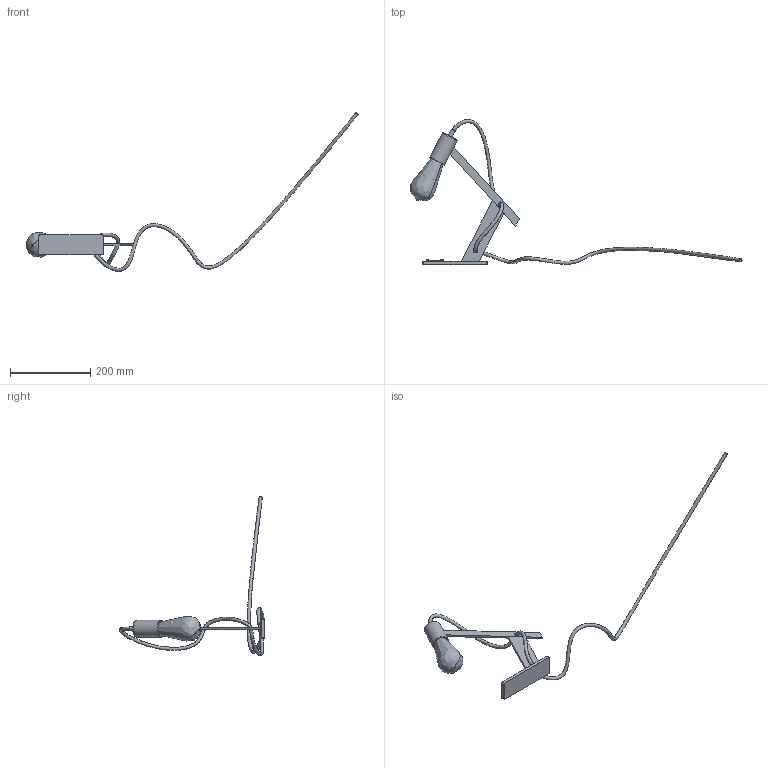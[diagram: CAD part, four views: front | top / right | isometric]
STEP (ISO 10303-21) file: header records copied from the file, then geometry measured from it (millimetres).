
FILE_DESCRIPTION(/* description */ (''),/* implementation_level */ '2;1');
FILE_NAME(/* name */ 'Stainless Steel Lamp.step',/* time_stamp */ '2019-02-09T10:56:49+01:00',/* author */ ('mail3Y2EG'),/* organization */ (''),/* preprocessor_version */ 'ST-DEVELOPER v17.2',/* originating_system */ 'Autodesk Translation Framework v7.6.0.251',/* authorisation */ '');
FILE_SCHEMA (('AUTOMOTIVE_DESIGN { 1 0 10303 214 3 1 1 }'));
Length unit declared in the file: millimetre
Products named in the file (10): Baugruppe; Baugruppe v2_Bodenplatte v1; Baugruppe v2_Teil1 v1; Baugruppe v2_Teil2 v1; Baugruppe v2_Fassungsgehäuse v1; Baugruppe v2_ST64 LED Filamet v1; Baugruppe v2_Kabelaustritt v1; Blech Typenschild; KAbel; Niete
Assembly tree (12 placements, depth 2):
  Baugruppe
    Baugruppe v2_Bodenplatte v1
    Baugruppe v2_Teil1 v1
    Baugruppe v2_Teil2 v1
    Baugruppe v2_Fassungsgehäuse v1
    Baugruppe v2_ST64 LED Filamet v1
    Baugruppe v2_Kabelaustritt v1
    Niete  x4
    Blech Typenschild
    KAbel
Bounding box: 827.83 x 361.62 x 395.98 mm (x, y, z)
Volume: 253138.7 mm3; surface area: 150850.6 mm2
Topology: 13 solids, 13 shells, 204 faces, 520 edges, 351 vertices
Faces by surface type: plane 68, cylinder 50, bspline 40, torus 37, cone 9
Full cylindrical faces by diameter (mm): 0.397 x16, 1.191 x8, 2.831 x1, 6 x4, 8 x1, 9.961 x1, 10 x4, 10.789 x1, 26.741 x2, 38.4 x1, 42.4 x1
Entity records: 18482 total; most frequent: CARTESIAN_POINT 13347, DIRECTION 1049, ORIENTED_EDGE 974, EDGE_CURVE 487, AXIS2_PLACEMENT_3D 472, VERTEX_POINT 333, CIRCLE 293, EDGE_LOOP 228
